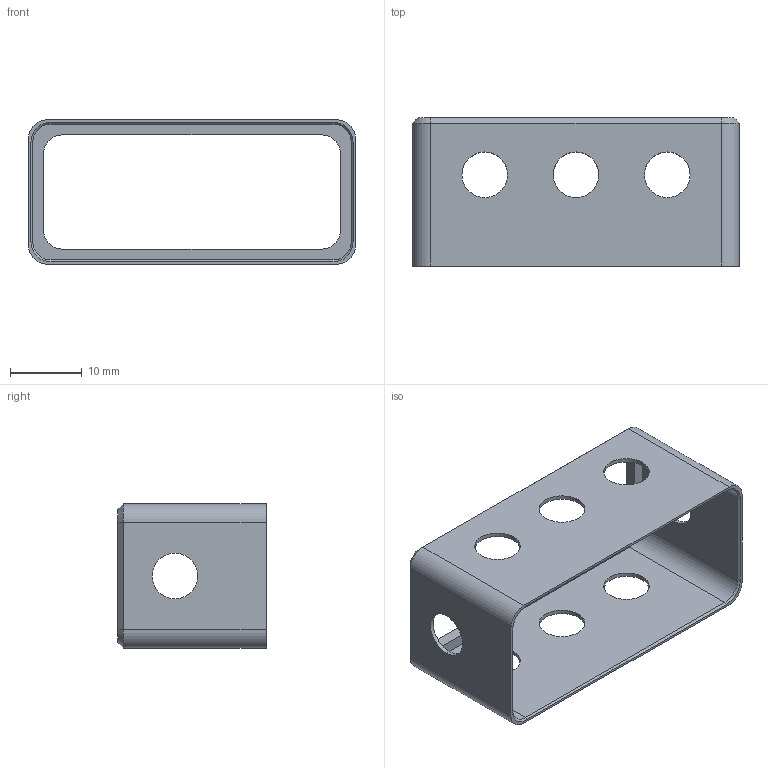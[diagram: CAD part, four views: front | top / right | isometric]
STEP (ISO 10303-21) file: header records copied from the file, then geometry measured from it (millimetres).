
FILE_DESCRIPTION (( 'STEP AP214' ), '1' );
FILE_NAME ('WCP-0378.step', '2021-09-15T07:33:13', ( '' ), ( '' ), 'SwSTEP 2.0', 'SolidWorks 2020', '' );
FILE_SCHEMA (( 'AUTOMOTIVE_DESIGN' ));
Length unit declared in the file: inch
Products named in the file (1): WCP-0378
Bounding box: 45.47 x 20.64 x 20.07 mm (x, y, z)
Volume: 1625.1 mm3; surface area: 5139.2 mm2
Topology: 1 solids, 1 shells, 59 faces, 152 edges, 96 vertices
Faces by surface type: cylinder 28, plane 23, cone 8
Entity records: 1878 total; most frequent: DIRECTION 336, CARTESIAN_POINT 308, ORIENTED_EDGE 304, EDGE_CURVE 152, AXIS2_PLACEMENT_3D 124, VERTEX_POINT 96, LINE 88, VECTOR 88
